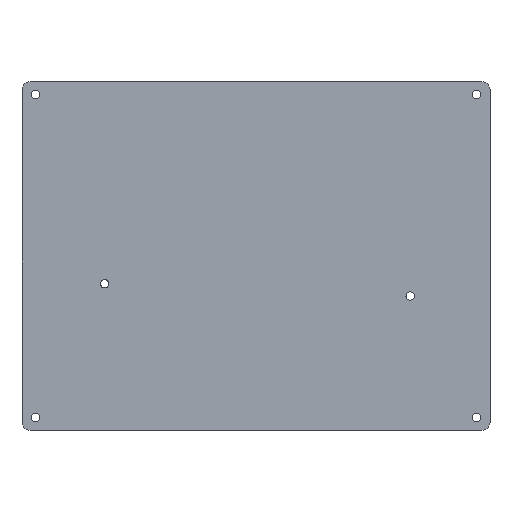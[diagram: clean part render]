
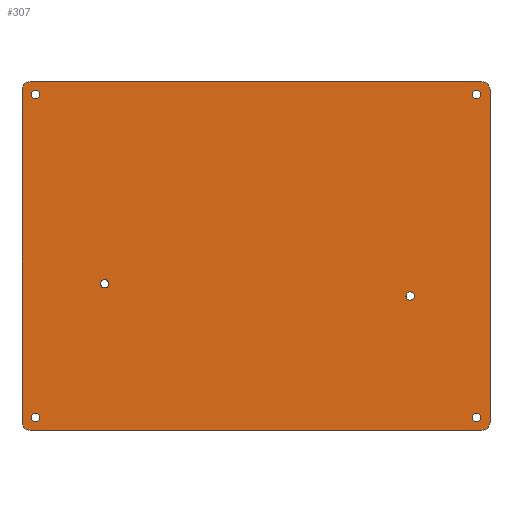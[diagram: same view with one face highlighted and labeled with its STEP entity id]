
A CAD part, top view. The second image highlights one B-rep face of the part: STEP entity #307.
In plain terms, the highlighted planar face has unit normal (0, 0, 1).
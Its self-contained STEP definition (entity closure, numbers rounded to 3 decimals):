
#15=FACE_BOUND('',#52,.T.);
#16=FACE_BOUND('',#53,.T.);
#17=FACE_BOUND('',#54,.T.);
#18=FACE_BOUND('',#55,.T.);
#19=FACE_BOUND('',#56,.T.);
#20=FACE_BOUND('',#57,.T.);
#28=PLANE('',#339);
#35=FACE_OUTER_BOUND('',#51,.T.);
#51=EDGE_LOOP('',(#219,#220,#221,#222,#223,#224,#225,#226));
#52=EDGE_LOOP('',(#227));
#53=EDGE_LOOP('',(#228));
#54=EDGE_LOOP('',(#229));
#55=EDGE_LOOP('',(#230));
#56=EDGE_LOOP('',(#231));
#57=EDGE_LOOP('',(#232));
#79=LINE('',#479,#101);
#82=LINE('',#485,#104);
#83=LINE('',#489,#105);
#84=LINE('',#493,#106);
#101=VECTOR('',#383,10.);
#104=VECTOR('',#388,10.);
#105=VECTOR('',#391,10.);
#106=VECTOR('',#394,10.);
#121=CIRCLE('',#336,3.);
#123=CIRCLE('',#340,3.);
#124=CIRCLE('',#341,3.);
#125=CIRCLE('',#342,3.);
#126=CIRCLE('',#343,1.5);
#127=CIRCLE('',#344,1.5);
#128=CIRCLE('',#345,1.5);
#129=CIRCLE('',#346,1.5);
#130=CIRCLE('',#347,1.5);
#131=CIRCLE('',#348,1.5);
#141=VERTEX_POINT('',#469);
#142=VERTEX_POINT('',#470);
#145=VERTEX_POINT('',#478);
#147=VERTEX_POINT('',#484);
#148=VERTEX_POINT('',#486);
#149=VERTEX_POINT('',#488);
#150=VERTEX_POINT('',#490);
#151=VERTEX_POINT('',#492);
#152=VERTEX_POINT('',#495);
#153=VERTEX_POINT('',#497);
#154=VERTEX_POINT('',#499);
#155=VERTEX_POINT('',#501);
#156=VERTEX_POINT('',#503);
#157=VERTEX_POINT('',#505);
#169=EDGE_CURVE('',#141,#142,#121,.T.);
#173=EDGE_CURVE('',#145,#142,#79,.T.);
#176=EDGE_CURVE('',#141,#147,#82,.T.);
#177=EDGE_CURVE('',#148,#147,#123,.T.);
#178=EDGE_CURVE('',#148,#149,#83,.T.);
#179=EDGE_CURVE('',#150,#149,#124,.T.);
#180=EDGE_CURVE('',#150,#151,#84,.T.);
#181=EDGE_CURVE('',#145,#151,#125,.T.);
#182=EDGE_CURVE('',#152,#152,#126,.T.);
#183=EDGE_CURVE('',#153,#153,#127,.T.);
#184=EDGE_CURVE('',#154,#154,#128,.T.);
#185=EDGE_CURVE('',#155,#155,#129,.T.);
#186=EDGE_CURVE('',#156,#156,#130,.T.);
#187=EDGE_CURVE('',#157,#157,#131,.T.);
#219=ORIENTED_EDGE('',*,*,#169,.F.);
#220=ORIENTED_EDGE('',*,*,#176,.T.);
#221=ORIENTED_EDGE('',*,*,#177,.F.);
#222=ORIENTED_EDGE('',*,*,#178,.T.);
#223=ORIENTED_EDGE('',*,*,#179,.F.);
#224=ORIENTED_EDGE('',*,*,#180,.T.);
#225=ORIENTED_EDGE('',*,*,#181,.F.);
#226=ORIENTED_EDGE('',*,*,#173,.T.);
#227=ORIENTED_EDGE('',*,*,#182,.T.);
#228=ORIENTED_EDGE('',*,*,#183,.T.);
#229=ORIENTED_EDGE('',*,*,#184,.T.);
#230=ORIENTED_EDGE('',*,*,#185,.T.);
#231=ORIENTED_EDGE('',*,*,#186,.T.);
#232=ORIENTED_EDGE('',*,*,#187,.T.);
#307=ADVANCED_FACE('',(#35,#15,#16,#17,#18,#19,#20),#28,.T.);
#336=AXIS2_PLACEMENT_3D('',#471,#375,#376);
#339=AXIS2_PLACEMENT_3D('',#483,#386,#387);
#340=AXIS2_PLACEMENT_3D('',#487,#389,#390);
#341=AXIS2_PLACEMENT_3D('',#491,#392,#393);
#342=AXIS2_PLACEMENT_3D('',#494,#395,#396);
#343=AXIS2_PLACEMENT_3D('',#496,#397,#398);
#344=AXIS2_PLACEMENT_3D('',#498,#399,#400);
#345=AXIS2_PLACEMENT_3D('',#500,#401,#402);
#346=AXIS2_PLACEMENT_3D('',#502,#403,#404);
#347=AXIS2_PLACEMENT_3D('',#504,#405,#406);
#348=AXIS2_PLACEMENT_3D('',#506,#407,#408);
#375=DIRECTION('center_axis',(0.,0.,-1.));
#376=DIRECTION('ref_axis',(0.707,0.707,0.));
#383=DIRECTION('',(0.,1.,0.));
#386=DIRECTION('center_axis',(0.,0.,1.));
#387=DIRECTION('ref_axis',(1.,0.,0.));
#388=DIRECTION('',(-1.,0.,0.));
#389=DIRECTION('center_axis',(0.,0.,-1.));
#390=DIRECTION('ref_axis',(-0.707,0.707,0.));
#391=DIRECTION('',(0.,-1.,0.));
#392=DIRECTION('center_axis',(0.,0.,-1.));
#393=DIRECTION('ref_axis',(-0.707,-0.707,0.));
#394=DIRECTION('',(1.,0.,0.));
#395=DIRECTION('center_axis',(0.,0.,-1.));
#396=DIRECTION('ref_axis',(0.707,-0.707,0.));
#397=DIRECTION('center_axis',(0.,0.,-1.));
#398=DIRECTION('ref_axis',(1.,0.,0.));
#399=DIRECTION('center_axis',(0.,0.,-1.));
#400=DIRECTION('ref_axis',(1.,0.,0.));
#401=DIRECTION('center_axis',(0.,0.,-1.));
#402=DIRECTION('ref_axis',(1.,0.,0.));
#403=DIRECTION('center_axis',(0.,0.,-1.));
#404=DIRECTION('ref_axis',(1.,0.,0.));
#405=DIRECTION('center_axis',(0.,0.,-1.));
#406=DIRECTION('ref_axis',(1.,0.,0.));
#407=DIRECTION('center_axis',(0.,0.,-1.));
#408=DIRECTION('ref_axis',(1.,0.,0.));
#469=CARTESIAN_POINT('',(165.65,125.85,2.));
#470=CARTESIAN_POINT('',(168.65,122.85,2.));
#471=CARTESIAN_POINT('Origin',(165.65,122.85,2.));
#478=CARTESIAN_POINT('',(168.65,2.85,2.));
#479=CARTESIAN_POINT('',(168.65,-0.15,2.));
#483=CARTESIAN_POINT('Origin',(84.15,62.85,2.));
#484=CARTESIAN_POINT('',(2.65,125.85,2.));
#485=CARTESIAN_POINT('',(168.65,125.85,2.));
#486=CARTESIAN_POINT('',(-0.35,122.85,2.));
#487=CARTESIAN_POINT('Origin',(2.65,122.85,2.));
#488=CARTESIAN_POINT('',(-0.35,2.85,2.));
#489=CARTESIAN_POINT('',(-0.35,125.85,2.));
#490=CARTESIAN_POINT('',(2.65,-0.15,2.));
#491=CARTESIAN_POINT('Origin',(2.65,2.85,2.));
#492=CARTESIAN_POINT('',(165.65,-0.15,2.));
#493=CARTESIAN_POINT('',(-0.35,-0.15,2.));
#494=CARTESIAN_POINT('Origin',(165.65,2.85,2.));
#495=CARTESIAN_POINT('',(3.,4.5,2.));
#496=CARTESIAN_POINT('Origin',(4.5,4.5,2.));
#497=CARTESIAN_POINT('',(162.3,4.5,2.));
#498=CARTESIAN_POINT('Origin',(163.8,4.5,2.));
#499=CARTESIAN_POINT('',(3.,121.2,2.));
#500=CARTESIAN_POINT('Origin',(4.5,121.2,2.));
#501=CARTESIAN_POINT('',(162.3,121.2,2.));
#502=CARTESIAN_POINT('Origin',(163.8,121.2,2.));
#503=CARTESIAN_POINT('',(138.3,48.4,2.));
#504=CARTESIAN_POINT('Origin',(139.8,48.4,2.));
#505=CARTESIAN_POINT('',(28.,52.8,2.));
#506=CARTESIAN_POINT('Origin',(29.5,52.8,2.));
